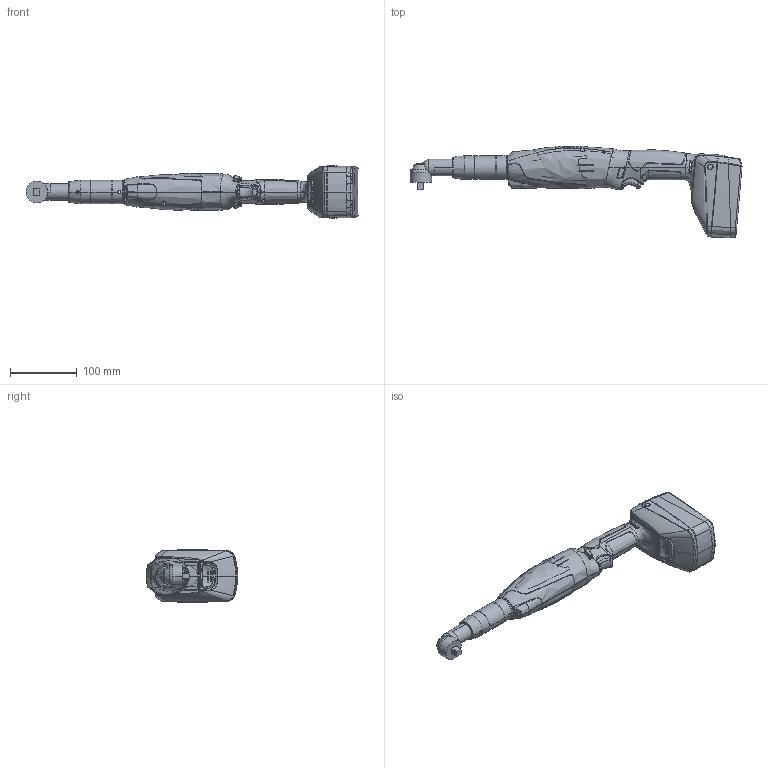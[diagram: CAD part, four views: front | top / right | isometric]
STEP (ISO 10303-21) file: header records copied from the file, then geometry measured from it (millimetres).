
FILE_DESCRIPTION((''),'2;1');
FILE_NAME('TEST_SW0001','2016-05-13T',('vardar'),(''),'PRO/ENGINEER BY PARAMETRIC TECHNOLOGY CORPORATION, 2015110','PRO/ENGINEER BY PARAMETRIC TECHNOLOGY CORPORATION, 2015110','');
FILE_SCHEMA(('AUTOMOTIVE_DESIGN { 1 0 10303 214 1 1 1 1 }'));
Products named in the file (1): TEST_SW0001
Bounding box: 498.61 x 137.59 x 78.62 mm (x, y, z)
Surface area: 159619.6 mm2 (no closed solid volume)
Topology: 0 solids, 207 shells, 1294 faces, 6581 edges, 5337 vertices
Faces by surface type: bspline 610, plane 369, cylinder 164, cone 75, torus 45, extrusion 15, sphere 14, revolution 2
Entity records: 152589 total; most frequent: CARTESIAN_POINT 103321, ORIENTED_EDGE 8550, EDGE_CURVE 6567, VERTEX_POINT 5338, DIRECTION 4786, B_SPLINE_CURVE_WITH_KNOTS 3803, VECTOR 2142, LINE 2127
